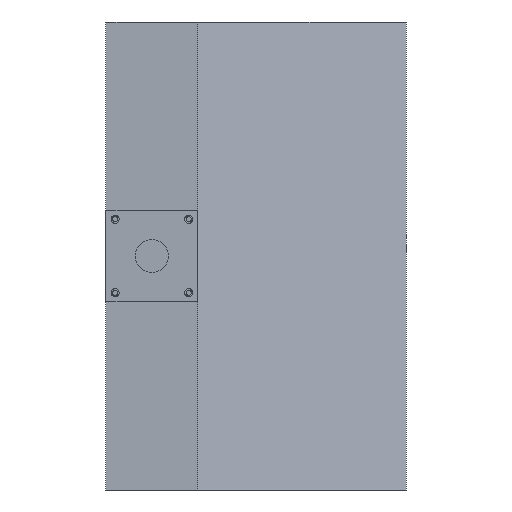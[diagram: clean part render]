
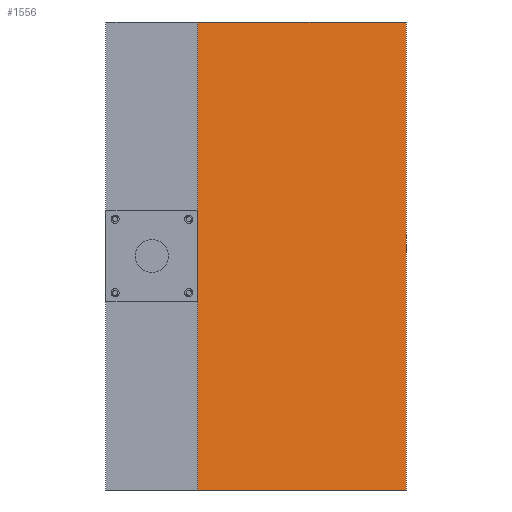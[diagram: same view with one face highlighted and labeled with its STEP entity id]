
A CAD part, front view. The second image highlights one B-rep face of the part: STEP entity #1556.
In plain terms, the highlighted planar face has unit normal (0.288, -0.958, 0).
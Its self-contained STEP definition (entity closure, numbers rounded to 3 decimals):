
#45 = ORIENTED_EDGE ( 'NONE', *, *, #2537, .T. ) ;
#91 = DIRECTION ( 'NONE',  ( 0., 0., -1. ) ) ;
#167 = CARTESIAN_POINT ( 'NONE',  ( 303.884, 0., -318. ) ) ;
#289 = ORIENTED_EDGE ( 'NONE', *, *, #1447, .F. ) ;
#391 = VECTOR ( 'NONE', #673, 1000. ) ;
#436 = DIRECTION ( 'NONE',  ( 0.958, 0.288, 0. ) ) ;
#438 = AXIS2_PLACEMENT_3D ( 'NONE', #1255, #1243, #1238 ) ;
#472 = LINE ( 'NONE', #1234, #2859 ) ;
#530 = ORIENTED_EDGE ( 'NONE', *, *, #1803, .F. ) ;
#624 = EDGE_CURVE ( 'NONE', #830, #1073, #2498, .T. ) ;
#673 = DIRECTION ( 'NONE',  ( 0.958, 0.288, 0. ) ) ;
#818 = CARTESIAN_POINT ( 'NONE',  ( 303.884, 0., 318. ) ) ;
#830 = VERTEX_POINT ( 'NONE', #2192 ) ;
#834 = VERTEX_POINT ( 'NONE', #818 ) ;
#891 = FACE_OUTER_BOUND ( 'NONE', #2303, .T. ) ;
#904 = DIRECTION ( 'NONE',  ( 0., 0., -1. ) ) ;
#1073 = VERTEX_POINT ( 'NONE', #1415 ) ;
#1214 = PLANE ( 'NONE',  #438 ) ;
#1234 = CARTESIAN_POINT ( 'NONE',  ( 303.884, 0., 318. ) ) ;
#1238 = DIRECTION ( 'NONE',  ( -0.958, -0.288, 0. ) ) ;
#1243 = DIRECTION ( 'NONE',  ( -0.288, 0.958, 0. ) ) ;
#1255 = CARTESIAN_POINT ( 'NONE',  ( 303.884, 0., 318. ) ) ;
#1379 = LINE ( 'NONE', #2830, #391 ) ;
#1415 = CARTESIAN_POINT ( 'NONE',  ( 20.884, -85., -318. ) ) ;
#1429 = VECTOR ( 'NONE', #904, 1000. ) ;
#1447 = EDGE_CURVE ( 'NONE', #830, #834, #472, .T. ) ;
#1452 = VERTEX_POINT ( 'NONE', #167 ) ;
#1556 = ADVANCED_FACE ( 'NONE', ( #891 ), #1214, .F. ) ;
#1803 = EDGE_CURVE ( 'NONE', #834, #1452, #2489, .T. ) ;
#1864 = ORIENTED_EDGE ( 'NONE', *, *, #624, .T. ) ;
#2086 = CARTESIAN_POINT ( 'NONE',  ( 303.884, 0., 318. ) ) ;
#2192 = CARTESIAN_POINT ( 'NONE',  ( 20.884, -85., 318. ) ) ;
#2303 = EDGE_LOOP ( 'NONE', ( #45, #530, #289, #1864 ) ) ;
#2489 = LINE ( 'NONE', #2086, #2556 ) ;
#2498 = LINE ( 'NONE', #2840, #1429 ) ;
#2537 = EDGE_CURVE ( 'NONE', #1073, #1452, #1379, .T. ) ;
#2556 = VECTOR ( 'NONE', #91, 1000. ) ;
#2830 = CARTESIAN_POINT ( 'NONE',  ( 303.884, 0., -318. ) ) ;
#2840 = CARTESIAN_POINT ( 'NONE',  ( 20.884, -85., 318. ) ) ;
#2859 = VECTOR ( 'NONE', #436, 1000. ) ;
